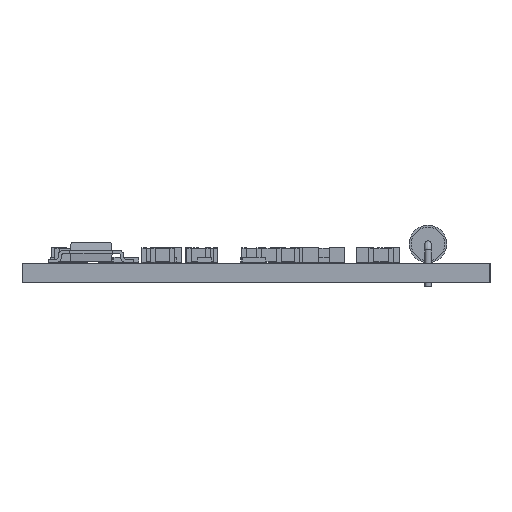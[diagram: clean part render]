
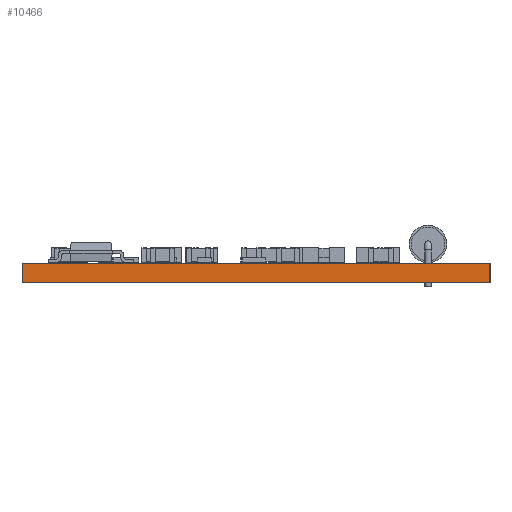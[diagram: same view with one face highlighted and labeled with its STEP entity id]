
A CAD part, left-side view. The second image highlights one B-rep face of the part: STEP entity #10466.
In plain terms, the highlighted planar face has unit normal (-1, 0, 0).
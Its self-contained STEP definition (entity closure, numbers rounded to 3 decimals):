
#10466 = ADVANCED_FACE('',(#10467),#10481,.T.);
#10467 = FACE_BOUND('',#10468,.T.);
#10468 = EDGE_LOOP('',(#10469,#10504,#10532,#10560));
#10469 = ORIENTED_EDGE('',*,*,#10470,.T.);
#10470 = EDGE_CURVE('',#10471,#10473,#10475,.T.);
#10471 = VERTEX_POINT('',#10472);
#10472 = CARTESIAN_POINT('',(0.,-38.735,0.));
#10473 = VERTEX_POINT('',#10474);
#10474 = CARTESIAN_POINT('',(0.,-38.735,1.6));
#10475 = SURFACE_CURVE('',#10476,(#10480,#10492),.PCURVE_S1.);
#10476 = LINE('',#10477,#10478);
#10477 = CARTESIAN_POINT('',(0.,-38.735,0.));
#10478 = VECTOR('',#10479,1.);
#10479 = DIRECTION('',(0.,0.,1.));
#10480 = PCURVE('',#10481,#10486);
#10481 = PLANE('',#10482);
#10482 = AXIS2_PLACEMENT_3D('',#10483,#10484,#10485);
#10483 = CARTESIAN_POINT('',(0.,-38.735,0.));
#10484 = DIRECTION('',(-1.,0.,0.));
#10485 = DIRECTION('',(0.,1.,0.));
#10486 = DEFINITIONAL_REPRESENTATION('',(#10487),#10491);
#10487 = LINE('',#10488,#10489);
#10488 = CARTESIAN_POINT('',(0.,0.));
#10489 = VECTOR('',#10490,1.);
#10490 = DIRECTION('',(0.,-1.));
#10491 = ( GEOMETRIC_REPRESENTATION_CONTEXT(2) 
PARAMETRIC_REPRESENTATION_CONTEXT() REPRESENTATION_CONTEXT('2D SPACE',''
  ) );
#10492 = PCURVE('',#10493,#10498);
#10493 = PLANE('',#10494);
#10494 = AXIS2_PLACEMENT_3D('',#10495,#10496,#10497);
#10495 = CARTESIAN_POINT('',(60.198,-38.735,0.));
#10496 = DIRECTION('',(0.,-1.,0.));
#10497 = DIRECTION('',(-1.,0.,0.));
#10498 = DEFINITIONAL_REPRESENTATION('',(#10499),#10503);
#10499 = LINE('',#10500,#10501);
#10500 = CARTESIAN_POINT('',(60.198,0.));
#10501 = VECTOR('',#10502,1.);
#10502 = DIRECTION('',(0.,-1.));
#10503 = ( GEOMETRIC_REPRESENTATION_CONTEXT(2) 
PARAMETRIC_REPRESENTATION_CONTEXT() REPRESENTATION_CONTEXT('2D SPACE',''
  ) );
#10504 = ORIENTED_EDGE('',*,*,#10505,.T.);
#10505 = EDGE_CURVE('',#10473,#10506,#10508,.T.);
#10506 = VERTEX_POINT('',#10507);
#10507 = CARTESIAN_POINT('',(0.,0.,1.6));
#10508 = SURFACE_CURVE('',#10509,(#10513,#10520),.PCURVE_S1.);
#10509 = LINE('',#10510,#10511);
#10510 = CARTESIAN_POINT('',(0.,-38.735,1.6));
#10511 = VECTOR('',#10512,1.);
#10512 = DIRECTION('',(0.,1.,0.));
#10513 = PCURVE('',#10481,#10514);
#10514 = DEFINITIONAL_REPRESENTATION('',(#10515),#10519);
#10515 = LINE('',#10516,#10517);
#10516 = CARTESIAN_POINT('',(0.,-1.6));
#10517 = VECTOR('',#10518,1.);
#10518 = DIRECTION('',(1.,0.));
#10519 = ( GEOMETRIC_REPRESENTATION_CONTEXT(2) 
PARAMETRIC_REPRESENTATION_CONTEXT() REPRESENTATION_CONTEXT('2D SPACE',''
  ) );
#10520 = PCURVE('',#10521,#10526);
#10521 = PLANE('',#10522);
#10522 = AXIS2_PLACEMENT_3D('',#10523,#10524,#10525);
#10523 = CARTESIAN_POINT('',(30.099,-19.368,1.6));
#10524 = DIRECTION('',(0.,0.,-1.));
#10525 = DIRECTION('',(-1.,0.,0.));
#10526 = DEFINITIONAL_REPRESENTATION('',(#10527),#10531);
#10527 = LINE('',#10528,#10529);
#10528 = CARTESIAN_POINT('',(30.099,-19.368));
#10529 = VECTOR('',#10530,1.);
#10530 = DIRECTION('',(0.,1.));
#10531 = ( GEOMETRIC_REPRESENTATION_CONTEXT(2) 
PARAMETRIC_REPRESENTATION_CONTEXT() REPRESENTATION_CONTEXT('2D SPACE',''
  ) );
#10532 = ORIENTED_EDGE('',*,*,#10533,.F.);
#10533 = EDGE_CURVE('',#10534,#10506,#10536,.T.);
#10534 = VERTEX_POINT('',#10535);
#10535 = CARTESIAN_POINT('',(0.,0.,0.));
#10536 = SURFACE_CURVE('',#10537,(#10541,#10548),.PCURVE_S1.);
#10537 = LINE('',#10538,#10539);
#10538 = CARTESIAN_POINT('',(0.,0.,0.));
#10539 = VECTOR('',#10540,1.);
#10540 = DIRECTION('',(0.,0.,1.));
#10541 = PCURVE('',#10481,#10542);
#10542 = DEFINITIONAL_REPRESENTATION('',(#10543),#10547);
#10543 = LINE('',#10544,#10545);
#10544 = CARTESIAN_POINT('',(38.735,0.));
#10545 = VECTOR('',#10546,1.);
#10546 = DIRECTION('',(0.,-1.));
#10547 = ( GEOMETRIC_REPRESENTATION_CONTEXT(2) 
PARAMETRIC_REPRESENTATION_CONTEXT() REPRESENTATION_CONTEXT('2D SPACE',''
  ) );
#10548 = PCURVE('',#10549,#10554);
#10549 = PLANE('',#10550);
#10550 = AXIS2_PLACEMENT_3D('',#10551,#10552,#10553);
#10551 = CARTESIAN_POINT('',(0.,0.,0.));
#10552 = DIRECTION('',(0.,1.,0.));
#10553 = DIRECTION('',(1.,0.,0.));
#10554 = DEFINITIONAL_REPRESENTATION('',(#10555),#10559);
#10555 = LINE('',#10556,#10557);
#10556 = CARTESIAN_POINT('',(0.,0.));
#10557 = VECTOR('',#10558,1.);
#10558 = DIRECTION('',(0.,-1.));
#10559 = ( GEOMETRIC_REPRESENTATION_CONTEXT(2) 
PARAMETRIC_REPRESENTATION_CONTEXT() REPRESENTATION_CONTEXT('2D SPACE',''
  ) );
#10560 = ORIENTED_EDGE('',*,*,#10561,.F.);
#10561 = EDGE_CURVE('',#10471,#10534,#10562,.T.);
#10562 = SURFACE_CURVE('',#10563,(#10567,#10574),.PCURVE_S1.);
#10563 = LINE('',#10564,#10565);
#10564 = CARTESIAN_POINT('',(0.,-38.735,0.));
#10565 = VECTOR('',#10566,1.);
#10566 = DIRECTION('',(0.,1.,0.));
#10567 = PCURVE('',#10481,#10568);
#10568 = DEFINITIONAL_REPRESENTATION('',(#10569),#10573);
#10569 = LINE('',#10570,#10571);
#10570 = CARTESIAN_POINT('',(0.,0.));
#10571 = VECTOR('',#10572,1.);
#10572 = DIRECTION('',(1.,0.));
#10573 = ( GEOMETRIC_REPRESENTATION_CONTEXT(2) 
PARAMETRIC_REPRESENTATION_CONTEXT() REPRESENTATION_CONTEXT('2D SPACE',''
  ) );
#10574 = PCURVE('',#10575,#10580);
#10575 = PLANE('',#10576);
#10576 = AXIS2_PLACEMENT_3D('',#10577,#10578,#10579);
#10577 = CARTESIAN_POINT('',(30.099,-19.368,0.));
#10578 = DIRECTION('',(0.,0.,-1.));
#10579 = DIRECTION('',(-1.,0.,0.));
#10580 = DEFINITIONAL_REPRESENTATION('',(#10581),#10585);
#10581 = LINE('',#10582,#10583);
#10582 = CARTESIAN_POINT('',(30.099,-19.368));
#10583 = VECTOR('',#10584,1.);
#10584 = DIRECTION('',(0.,1.));
#10585 = ( GEOMETRIC_REPRESENTATION_CONTEXT(2) 
PARAMETRIC_REPRESENTATION_CONTEXT() REPRESENTATION_CONTEXT('2D SPACE',''
  ) );
